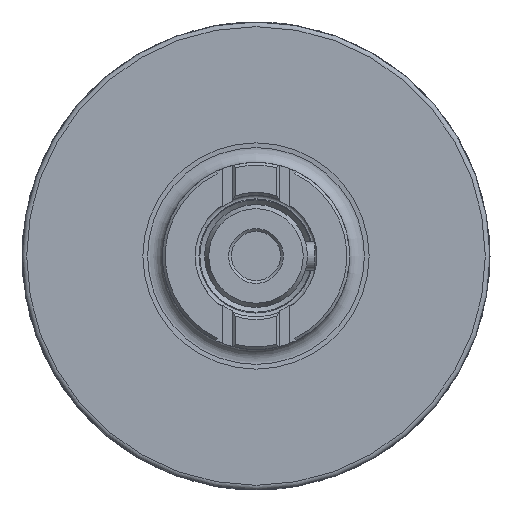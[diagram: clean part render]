
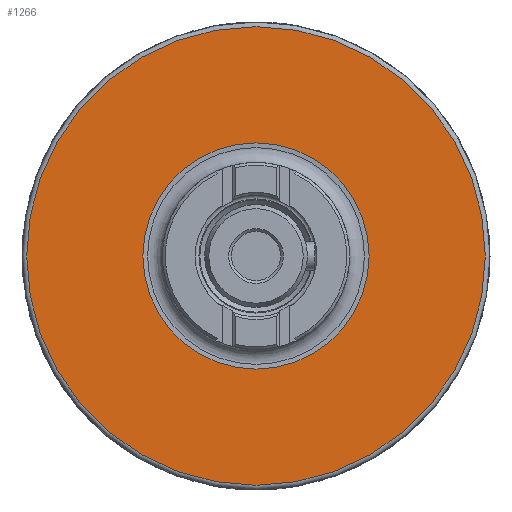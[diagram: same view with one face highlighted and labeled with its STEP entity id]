
A CAD part, left-side view. The second image highlights one B-rep face of the part: STEP entity #1266.
In plain terms, the highlighted planar face has unit normal (-1, 0, 0).
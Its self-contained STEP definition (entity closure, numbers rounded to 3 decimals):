
#1156=FACE_BOUND('',#1645,.T.);
#1157=FACE_BOUND('',#1646,.T.);
#1266=ADVANCED_FACE('',(#1156,#1157),#1385,.F.);
#1385=PLANE('',#3413);
#1645=EDGE_LOOP('',(#2083));
#1646=EDGE_LOOP('',(#2084));
#2083=ORIENTED_EDGE('',*,*,#2944,.T.);
#2084=ORIENTED_EDGE('',*,*,#2945,.F.);
#2636=VERTEX_POINT('',#5109);
#2637=VERTEX_POINT('',#5112);
#2944=EDGE_CURVE('',#2636,#2636,#3210,.T.);
#2945=EDGE_CURVE('',#2637,#2637,#3211,.T.);
#3210=CIRCLE('',#3410,48.995);
#3211=CIRCLE('',#3412,24.174);
#3410=AXIS2_PLACEMENT_3D('',#5108,#3880,#3881);
#3412=AXIS2_PLACEMENT_3D('',#5111,#3884,#3885);
#3413=AXIS2_PLACEMENT_3D('',#5113,#3886,#3887);
#3880=DIRECTION('',(-1.,0.,0.));
#3881=DIRECTION('',(0.,0.,-1.));
#3884=DIRECTION('',(-1.,0.,0.));
#3885=DIRECTION('',(0.,0.,-1.));
#3886=DIRECTION('',(1.,0.,0.));
#3887=DIRECTION('',(0.,0.,-1.));
#5108=CARTESIAN_POINT('',(51.,0.,0.));
#5109=CARTESIAN_POINT('',(51.,0.,-48.995));
#5111=CARTESIAN_POINT('',(51.,0.,0.));
#5112=CARTESIAN_POINT('',(51.,0.,-24.174));
#5113=CARTESIAN_POINT('',(51.,24.174,0.));
